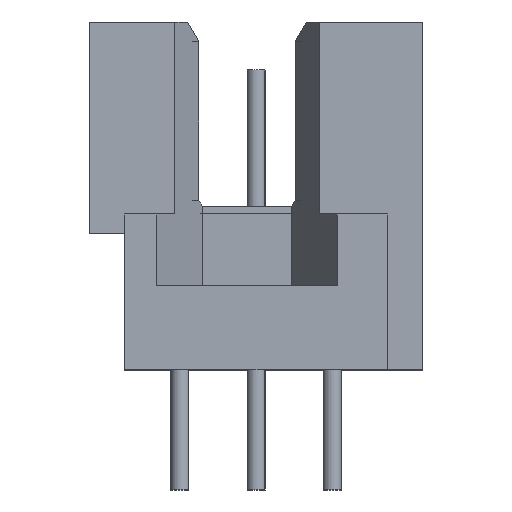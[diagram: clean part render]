
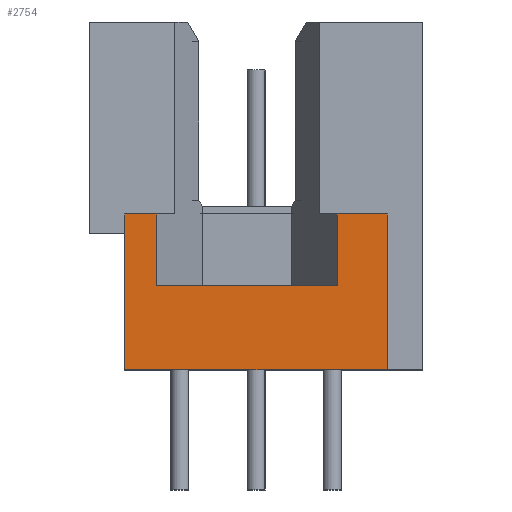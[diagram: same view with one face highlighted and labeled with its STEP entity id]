
A CAD part, front view. The second image highlights one B-rep face of the part: STEP entity #2754.
In plain terms, the highlighted planar face has unit normal (0, -1, 0).
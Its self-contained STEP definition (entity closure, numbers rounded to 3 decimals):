
#2554=CARTESIAN_POINT('',(6.915,-86.87,5.2));
#2555=VERTEX_POINT('',#2554);
#2564=CARTESIAN_POINT('',(6.915,-86.87,0.));
#2565=VERTEX_POINT('',#2564);
#2566=CARTESIAN_POINT('',(6.915,-86.87,0.));
#2567=DIRECTION('',(0.0,0.0,1.0));
#2568=VECTOR('',#2567,5.2);
#2569=LINE('',#2566,#2568);
#2570=EDGE_CURVE('',#2565,#2555,#2569,.T.);
#2604=CARTESIAN_POINT('',(5.255,-86.87,2.8));
#2605=VERTEX_POINT('',#2604);
#2612=CARTESIAN_POINT('',(5.255,-86.87,5.2));
#2613=VERTEX_POINT('',#2612);
#2614=CARTESIAN_POINT('',(5.255,-86.87,5.2));
#2615=DIRECTION('',(0.0,0.0,-1.0));
#2616=VECTOR('',#2615,2.4);
#2617=LINE('',#2614,#2616);
#2618=EDGE_CURVE('',#2613,#2605,#2617,.T.);
#2643=CARTESIAN_POINT('',(6.915,-86.87,5.2));
#2644=DIRECTION('',(-1.0,0.0,0.0));
#2645=VECTOR('',#2644,1.66);
#2646=LINE('',#2643,#2645);
#2647=EDGE_CURVE('',#2555,#2613,#2646,.T.);
#2690=CARTESIAN_POINT('',(-1.835,-86.87,0.));
#2691=VERTEX_POINT('',#2690);
#2692=CARTESIAN_POINT('',(6.915,-86.87,0.));
#2693=DIRECTION('',(-1.0,0.0,0.0));
#2694=VECTOR('',#2693,8.75);
#2695=LINE('',#2692,#2694);
#2696=EDGE_CURVE('',#2565,#2691,#2695,.T.);
#2713=CARTESIAN_POINT('',(2.54,-86.87,-0.58));
#2714=DIRECTION('',(0.0,-1.0,0.0));
#2715=DIRECTION('',(1.0,0.0,0.0));
#2716=AXIS2_PLACEMENT_3D('',#2713,#2714,#2715);
#2717=PLANE('',#2716);
#2718=CARTESIAN_POINT('',(-0.775,-86.87,2.8));
#2719=VERTEX_POINT('',#2718);
#2720=CARTESIAN_POINT('',(5.255,-86.87,2.8));
#2721=DIRECTION('',(-1.0,0.0,0.0));
#2722=VECTOR('',#2721,6.03);
#2723=LINE('',#2720,#2722);
#2724=EDGE_CURVE('',#2605,#2719,#2723,.T.);
#2725=ORIENTED_EDGE('',*,*,#2724,.T.);
#2726=CARTESIAN_POINT('',(-0.775,-86.87,5.2));
#2727=VERTEX_POINT('',#2726);
#2728=CARTESIAN_POINT('',(-0.775,-86.87,2.8));
#2729=DIRECTION('',(0.0,0.0,1.0));
#2730=VECTOR('',#2729,2.4);
#2731=LINE('',#2728,#2730);
#2732=EDGE_CURVE('',#2719,#2727,#2731,.T.);
#2733=ORIENTED_EDGE('',*,*,#2732,.T.);
#2734=CARTESIAN_POINT('',(-1.835,-86.87,5.2));
#2735=VERTEX_POINT('',#2734);
#2736=CARTESIAN_POINT('',(-0.775,-86.87,5.2));
#2737=DIRECTION('',(-1.0,0.0,0.0));
#2738=VECTOR('',#2737,1.06);
#2739=LINE('',#2736,#2738);
#2740=EDGE_CURVE('',#2727,#2735,#2739,.T.);
#2741=ORIENTED_EDGE('',*,*,#2740,.T.);
#2742=CARTESIAN_POINT('',(-1.835,-86.87,0.));
#2743=DIRECTION('',(0.0,0.0,1.0));
#2744=VECTOR('',#2743,5.2);
#2745=LINE('',#2742,#2744);
#2746=EDGE_CURVE('',#2691,#2735,#2745,.T.);
#2747=ORIENTED_EDGE('',*,*,#2746,.F.);
#2748=ORIENTED_EDGE('',*,*,#2696,.F.);
#2749=ORIENTED_EDGE('',*,*,#2570,.T.);
#2750=ORIENTED_EDGE('',*,*,#2647,.T.);
#2751=ORIENTED_EDGE('',*,*,#2618,.T.);
#2752=EDGE_LOOP('',(#2725,#2733,#2741,#2747,#2748,#2749,#2750,#2751));
#2753=FACE_OUTER_BOUND('',#2752,.T.);
#2754=ADVANCED_FACE('',(#2753),#2717,.T.);
